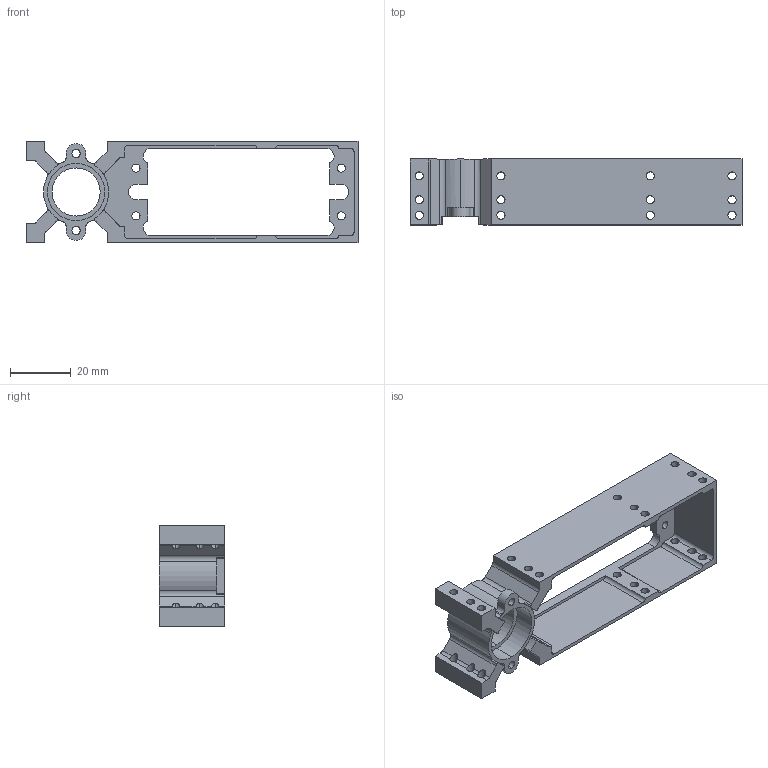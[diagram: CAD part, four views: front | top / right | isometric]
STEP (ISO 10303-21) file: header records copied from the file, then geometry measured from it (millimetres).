
FILE_DESCRIPTION (( 'STEP AP203' ), '1' );
FILE_NAME ('575132.STEP', '2014-07-14T18:53:29', ( 'Kyle' ), ( 'Microsoft' ), 'SwSTEP 2.0', 'SolidWorks 2014', '' );
FILE_SCHEMA (( 'CONFIG_CONTROL_DESIGN' ));
Length unit declared in the file: inch
Products named in the file (1): 575132
Bounding box: 109.48 x 21.73 x 33.53 mm (x, y, z)
Volume: 14591.5 mm3; surface area: 16047.2 mm2
Topology: 1 solids, 1 shells, 189 faces, 612 edges, 408 vertices
Faces by surface type: cylinder 132, plane 57
Entity records: 7273 total; most frequent: CARTESIAN_POINT 1582, ORIENTED_EDGE 1224, DIRECTION 1184, EDGE_CURVE 612, AXIS2_PLACEMENT_3D 442, VERTEX_POINT 408, VECTOR 300, LINE 300
